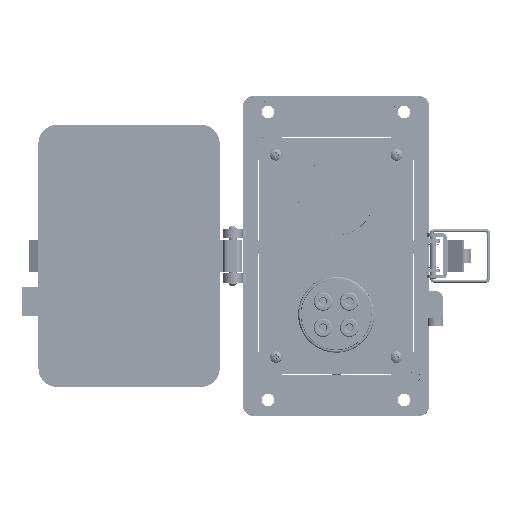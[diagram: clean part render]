
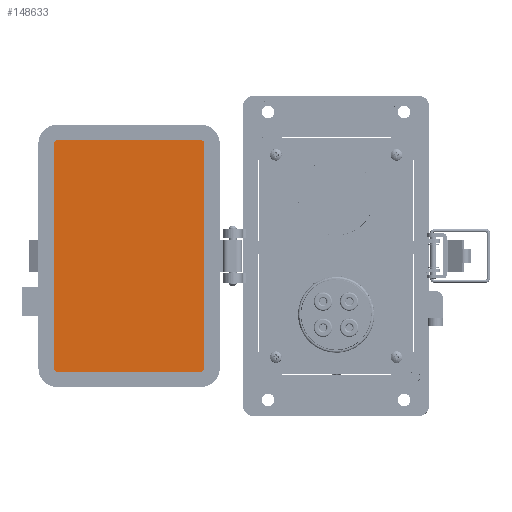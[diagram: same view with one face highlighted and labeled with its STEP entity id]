
A CAD part, top view. The second image highlights one B-rep face of the part: STEP entity #148633.
In plain terms, the highlighted planar face has unit normal (0, 0, 1).
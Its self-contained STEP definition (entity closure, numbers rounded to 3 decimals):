
#438 = VERTEX_POINT ( 'NONE', #43821 ) ;
#2098 = FACE_OUTER_BOUND ( 'NONE', #93281, .T. ) ;
#3192 = ORIENTED_EDGE ( 'NONE', *, *, #39733, .F. ) ;
#3220 = DIRECTION ( 'NONE',  ( 0., -1., 0. ) ) ;
#7884 = DIRECTION ( 'NONE',  ( -1., 0., 0. ) ) ;
#12329 = AXIS2_PLACEMENT_3D ( 'NONE', #39353, #109093, #46410 ) ;
#12364 = CARTESIAN_POINT ( 'NONE',  ( 59.502, 143.334, 8.694 ) ) ;
#16271 = EDGE_CURVE ( 'NONE', #146622, #112007, #134408, .T. ) ;
#18856 = ORIENTED_EDGE ( 'NONE', *, *, #51367, .F. ) ;
#25137 = CARTESIAN_POINT ( 'NONE',  ( -59.505, 143.334, 8.694 ) ) ;
#26225 = VECTOR ( 'NONE', #7884, 1000. ) ;
#27222 = CIRCLE ( 'NONE', #143511, 1.785 ) ;
#29218 = CIRCLE ( 'NONE', #12329, 1.785 ) ;
#29246 = ORIENTED_EDGE ( 'NONE', *, *, #115726, .F. ) ;
#30891 = DIRECTION ( 'NONE',  ( 0., -1., 0. ) ) ;
#36080 = CARTESIAN_POINT ( 'NONE',  ( -57.72, 143.334, 8.694 ) ) ;
#37790 = PLANE ( 'NONE',  #66270 ) ;
#38808 = VERTEX_POINT ( 'NONE', #71374 ) ;
#39353 = CARTESIAN_POINT ( 'NONE',  ( -57.72, 69.55, 8.694 ) ) ;
#39733 = EDGE_CURVE ( 'NONE', #438, #146622, #60775, .T. ) ;
#41094 = EDGE_CURVE ( 'NONE', #38808, #438, #29218, .T. ) ;
#42642 = EDGE_CURVE ( 'NONE', #83379, #107747, #27222, .T. ) ;
#43821 = CARTESIAN_POINT ( 'NONE',  ( -59.505, 69.55, 8.694 ) ) ;
#46101 = VECTOR ( 'NONE', #61530, 1000. ) ;
#46410 = DIRECTION ( 'NONE',  ( 0., -1., 0. ) ) ;
#48230 = ORIENTED_EDGE ( 'NONE', *, *, #42642, .F. ) ;
#51367 = EDGE_CURVE ( 'NONE', #112007, #145413, #65239, .T. ) ;
#58734 = AXIS2_PLACEMENT_3D ( 'NONE', #136552, #114529, #147942 ) ;
#60775 = LINE ( 'NONE', #25137, #46101 ) ;
#61530 = DIRECTION ( 'NONE',  ( 0., 1., 0. ) ) ;
#65239 = LINE ( 'NONE', #144921, #103289 ) ;
#66270 = AXIS2_PLACEMENT_3D ( 'NONE', #129564, #140168, #83301 ) ;
#66801 = EDGE_CURVE ( 'NONE', #107747, #38808, #99685, .T. ) ;
#67051 = CARTESIAN_POINT ( 'NONE',  ( -57.72, 145.119, 8.694 ) ) ;
#68452 = CIRCLE ( 'NONE', #58734, 1.785 ) ;
#69551 = CARTESIAN_POINT ( 'NONE',  ( 59.502, 69.55, 8.694 ) ) ;
#71374 = CARTESIAN_POINT ( 'NONE',  ( -57.72, 67.765, 8.694 ) ) ;
#71421 = AXIS2_PLACEMENT_3D ( 'NONE', #36080, #142234, #130847 ) ;
#73875 = ORIENTED_EDGE ( 'NONE', *, *, #74326, .F. ) ;
#74326 = EDGE_CURVE ( 'NONE', #124493, #83379, #139793, .T. ) ;
#77026 = ORIENTED_EDGE ( 'NONE', *, *, #16271, .F. ) ;
#83301 = DIRECTION ( 'NONE',  ( 0., -1., 0. ) ) ;
#83379 = VERTEX_POINT ( 'NONE', #69551 ) ;
#87048 = DIRECTION ( 'NONE',  ( 0., 0., -1. ) ) ;
#93281 = EDGE_LOOP ( 'NONE', ( #77026, #3192, #123873, #144209, #48230, #73875, #29246, #18856 ) ) ;
#98952 = CARTESIAN_POINT ( 'NONE',  ( -57.72, 67.765, 8.694 ) ) ;
#99685 = LINE ( 'NONE', #98952, #26225 ) ;
#103289 = VECTOR ( 'NONE', #110741, 1000. ) ;
#107747 = VERTEX_POINT ( 'NONE', #113025 ) ;
#109093 = DIRECTION ( 'NONE',  ( 0., 0., -1. ) ) ;
#110741 = DIRECTION ( 'NONE',  ( 1., 0., 0. ) ) ;
#112007 = VERTEX_POINT ( 'NONE', #67051 ) ;
#112009 = CARTESIAN_POINT ( 'NONE',  ( 57.717, 69.55, 8.694 ) ) ;
#113025 = CARTESIAN_POINT ( 'NONE',  ( 57.717, 67.765, 8.694 ) ) ;
#114529 = DIRECTION ( 'NONE',  ( 0., 0., -1. ) ) ;
#114962 = CARTESIAN_POINT ( 'NONE',  ( -59.505, 143.334, 8.694 ) ) ;
#115726 = EDGE_CURVE ( 'NONE', #145413, #124493, #68452, .T. ) ;
#121439 = CARTESIAN_POINT ( 'NONE',  ( 57.717, 145.119, 8.694 ) ) ;
#123873 = ORIENTED_EDGE ( 'NONE', *, *, #41094, .F. ) ;
#124493 = VERTEX_POINT ( 'NONE', #12364 ) ;
#128395 = CARTESIAN_POINT ( 'NONE',  ( 59.502, 69.55, 8.694 ) ) ;
#129564 = CARTESIAN_POINT ( 'NONE',  ( -30.745, 145.119, 8.694 ) ) ;
#130847 = DIRECTION ( 'NONE',  ( 0., -1., 0. ) ) ;
#134408 = CIRCLE ( 'NONE', #71421, 1.785 ) ;
#136552 = CARTESIAN_POINT ( 'NONE',  ( 57.717, 143.334, 8.694 ) ) ;
#139793 = LINE ( 'NONE', #128395, #143894 ) ;
#140168 = DIRECTION ( 'NONE',  ( 0., 0., 1. ) ) ;
#142234 = DIRECTION ( 'NONE',  ( 0., 0., -1. ) ) ;
#143511 = AXIS2_PLACEMENT_3D ( 'NONE', #112009, #87048, #30891 ) ;
#143894 = VECTOR ( 'NONE', #3220, 1000. ) ;
#144209 = ORIENTED_EDGE ( 'NONE', *, *, #66801, .F. ) ;
#144921 = CARTESIAN_POINT ( 'NONE',  ( 57.717, 145.119, 8.694 ) ) ;
#145413 = VERTEX_POINT ( 'NONE', #121439 ) ;
#146622 = VERTEX_POINT ( 'NONE', #114962 ) ;
#147942 = DIRECTION ( 'NONE',  ( 0., -1., 0. ) ) ;
#148633 = ADVANCED_FACE ( 'NONE', ( #2098 ), #37790, .T. ) ;
